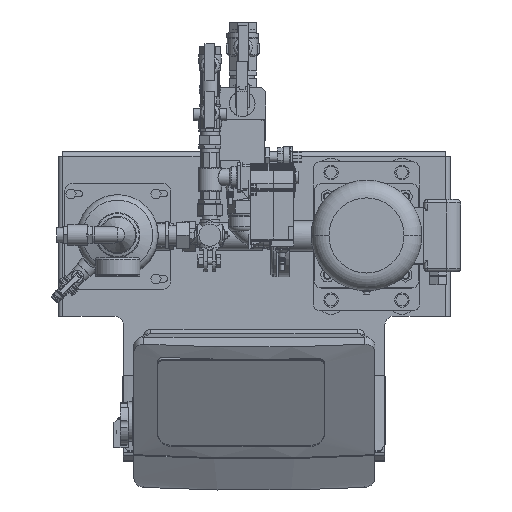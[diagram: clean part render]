
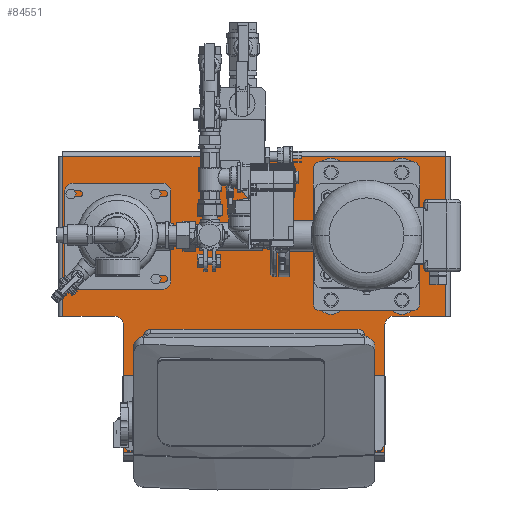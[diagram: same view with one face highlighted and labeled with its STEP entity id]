
A CAD part, top view. The second image highlights one B-rep face of the part: STEP entity #84551.
In plain terms, the highlighted planar face has unit normal (0, 0, 1).
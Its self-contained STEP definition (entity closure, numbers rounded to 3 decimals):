
#4271=LINE('',#128634,#13553);
#4274=LINE('',#128642,#13556);
#4282=LINE('',#128668,#13564);
#4283=LINE('',#128671,#13565);
#4284=LINE('',#128673,#13566);
#4285=LINE('',#128675,#13567);
#4286=LINE('',#128677,#13568);
#4287=LINE('',#128678,#13569);
#13553=VECTOR('',#103970,10.);
#13556=VECTOR('',#103975,10.);
#13564=VECTOR('',#103999,10.);
#13565=VECTOR('',#104002,10.);
#13566=VECTOR('',#104003,10.);
#13567=VECTOR('',#104004,10.);
#13568=VECTOR('',#104005,10.);
#13569=VECTOR('',#104006,10.);
#21025=PLANE('',#90757);
#27404=FACE_OUTER_BOUND('',#32969,.T.);
#32969=EDGE_LOOP('',(#67074,#67075,#67076,#67077,#67078,#67079,#67080,#67081,
#67082,#67083));
#37533=CIRCLE('',#90742,12.5);
#37543=CIRCLE('',#90755,12.5);
#41530=VERTEX_POINT('',#128608);
#41531=VERTEX_POINT('',#128610);
#41541=VERTEX_POINT('',#128632);
#41544=VERTEX_POINT('',#128639);
#41545=VERTEX_POINT('',#128641);
#41555=VERTEX_POINT('',#128663);
#41556=VERTEX_POINT('',#128670);
#41557=VERTEX_POINT('',#128672);
#41558=VERTEX_POINT('',#128674);
#41559=VERTEX_POINT('',#128676);
#50931=EDGE_CURVE('',#41531,#41530,#37533,.T.);
#50943=EDGE_CURVE('',#41530,#41541,#4271,.T.);
#50946=EDGE_CURVE('',#41545,#41544,#4274,.T.);
#50958=EDGE_CURVE('',#41544,#41555,#37543,.T.);
#50960=EDGE_CURVE('',#41545,#41541,#4282,.T.);
#50961=EDGE_CURVE('',#41556,#41531,#4283,.T.);
#50962=EDGE_CURVE('',#41555,#41557,#4284,.T.);
#50963=EDGE_CURVE('',#41558,#41557,#4285,.T.);
#50964=EDGE_CURVE('',#41558,#41559,#4286,.T.);
#50965=EDGE_CURVE('',#41556,#41559,#4287,.T.);
#67074=ORIENTED_EDGE('',*,*,#50961,.T.);
#67075=ORIENTED_EDGE('',*,*,#50931,.T.);
#67076=ORIENTED_EDGE('',*,*,#50943,.T.);
#67077=ORIENTED_EDGE('',*,*,#50960,.F.);
#67078=ORIENTED_EDGE('',*,*,#50946,.T.);
#67079=ORIENTED_EDGE('',*,*,#50958,.T.);
#67080=ORIENTED_EDGE('',*,*,#50962,.T.);
#67081=ORIENTED_EDGE('',*,*,#50963,.F.);
#67082=ORIENTED_EDGE('',*,*,#50964,.T.);
#67083=ORIENTED_EDGE('',*,*,#50965,.F.);
#84551=ADVANCED_FACE('',(#27404),#21025,.T.);
#90742=AXIS2_PLACEMENT_3D('',#128611,#103951,#103952);
#90755=AXIS2_PLACEMENT_3D('',#128665,#103994,#103995);
#90757=AXIS2_PLACEMENT_3D('',#128669,#104000,#104001);
#103951=DIRECTION('center_axis',(0.,0.,
-1.));
#103952=DIRECTION('ref_axis',(1.,0.,0.));
#103970=DIRECTION('',(0.,-1.,0.));
#103975=DIRECTION('',(0.,1.,0.));
#103994=DIRECTION('center_axis',(0.,0.,
-1.));
#103995=DIRECTION('ref_axis',(0.,1.,0.));
#103999=DIRECTION('',(-1.,0.,0.));
#104000=DIRECTION('center_axis',(0.,0.,
1.));
#104001=DIRECTION('ref_axis',(0.,1.,0.));
#104002=DIRECTION('',(1.,0.,0.));
#104003=DIRECTION('',(1.,0.,0.));
#104004=DIRECTION('',(0.,-1.,0.));
#104005=DIRECTION('',(-1.,0.,0.));
#104006=DIRECTION('',(0.,1.,0.));
#128608=CARTESIAN_POINT('',(-184.5,193.,30.));
#128610=CARTESIAN_POINT('',(-197.,205.5,30.));
#128611=CARTESIAN_POINT('Origin',(-197.,193.,30.));
#128632=CARTESIAN_POINT('',(-184.5,12.692,30.));
#128634=CARTESIAN_POINT('',(-184.5,102.846,30.));
#128639=CARTESIAN_POINT('',(184.5,193.,30.));
#128641=CARTESIAN_POINT('',(184.5,12.692,30.));
#128642=CARTESIAN_POINT('',(184.5,6.346,30.));
#128663=CARTESIAN_POINT('',(197.,205.5,30.));
#128665=CARTESIAN_POINT('Origin',(197.,193.,30.));
#128668=CARTESIAN_POINT('',(0.,12.692,30.));
#128669=CARTESIAN_POINT('Origin',(0.,12.692,
30.));
#128670=CARTESIAN_POINT('',(-270.,205.5,30.));
#128671=CARTESIAN_POINT('',(-135.,205.5,30.));
#128672=CARTESIAN_POINT('',(270.,205.5,30.));
#128673=CARTESIAN_POINT('',(98.5,205.5,30.));
#128674=CARTESIAN_POINT('',(270.,430.5,30.));
#128675=CARTESIAN_POINT('',(270.,12.692,30.));
#128676=CARTESIAN_POINT('',(-270.,430.5,30.));
#128677=CARTESIAN_POINT('',(0.,430.5,30.));
#128678=CARTESIAN_POINT('',(-270.,12.692,30.));
